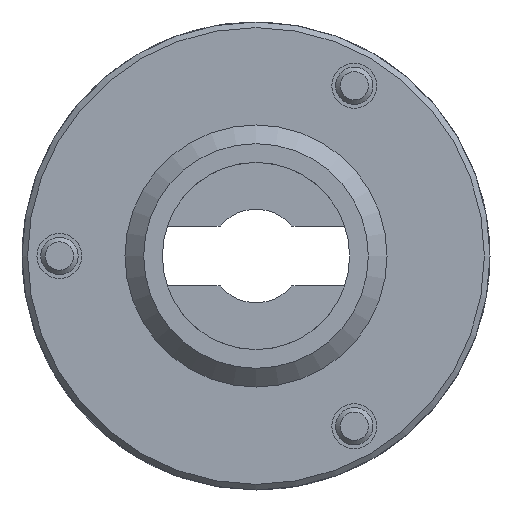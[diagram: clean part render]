
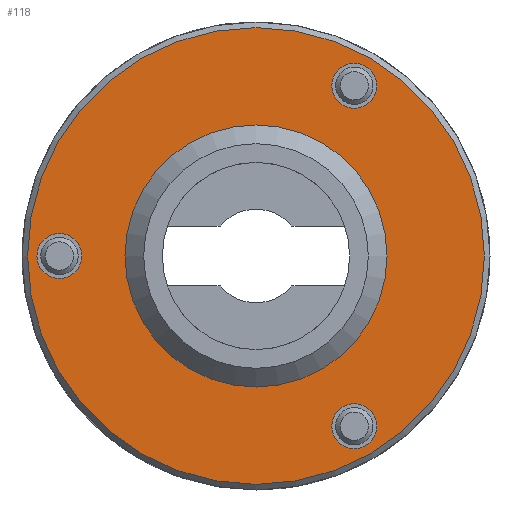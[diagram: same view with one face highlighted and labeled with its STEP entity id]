
A CAD part, front view. The second image highlights one B-rep face of the part: STEP entity #118.
In plain terms, the highlighted planar face has unit normal (0, -1, 0).
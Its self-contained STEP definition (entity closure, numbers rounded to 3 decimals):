
#118 = ADVANCED_FACE( '', ( #301, #302, #303, #304, #305 ), #306, .F. );
#301 = FACE_BOUND( '', #571, .T. );
#302 = FACE_BOUND( '', #572, .T. );
#303 = FACE_BOUND( '', #573, .T. );
#304 = FACE_BOUND( '', #574, .T. );
#305 = FACE_OUTER_BOUND( '', #575, .T. );
#306 = PLANE( '', #576 );
#571 = EDGE_LOOP( '', ( #868 ) );
#572 = EDGE_LOOP( '', ( #869 ) );
#573 = EDGE_LOOP( '', ( #870 ) );
#574 = EDGE_LOOP( '', ( #871 ) );
#575 = EDGE_LOOP( '', ( #872 ) );
#576 = AXIS2_PLACEMENT_3D( '', #873, #874, #875 );
#868 = ORIENTED_EDGE( '', *, *, #1450, .F. );
#869 = ORIENTED_EDGE( '', *, *, #1451, .T. );
#870 = ORIENTED_EDGE( '', *, *, #1452, .T. );
#871 = ORIENTED_EDGE( '', *, *, #1453, .T. );
#872 = ORIENTED_EDGE( '', *, *, #1454, .T. );
#873 = CARTESIAN_POINT( '', ( 12.2, -4.5, 0. ) );
#874 = DIRECTION( '', ( 0., 1., 0. ) );
#875 = DIRECTION( '', ( 0., 0., 1. ) );
#1450 = EDGE_CURVE( '', #1707, #1707, #1708, .T. );
#1451 = EDGE_CURVE( '', #1709, #1709, #1710, .T. );
#1452 = EDGE_CURVE( '', #1711, #1711, #1712, .T. );
#1453 = EDGE_CURVE( '', #1713, #1713, #1714, .T. );
#1454 = EDGE_CURVE( '', #1715, #1715, #1716, .T. );
#1707 = VERTEX_POINT( '', #2062 );
#1708 = CIRCLE( '', #2063, 7. );
#1709 = VERTEX_POINT( '', #2064 );
#1710 = CIRCLE( '', #2065, 1.2 );
#1711 = VERTEX_POINT( '', #2066 );
#1712 = CIRCLE( '', #2067, 1.2 );
#1713 = VERTEX_POINT( '', #2068 );
#1714 = CIRCLE( '', #2069, 1.2 );
#1715 = VERTEX_POINT( '', #2070 );
#1716 = CIRCLE( '', #2071, 12.2 );
#2062 = CARTESIAN_POINT( '', ( 0., -4.5, -7. ) );
#2063 = AXIS2_PLACEMENT_3D( '', #2497, #2498, #2499 );
#2064 = CARTESIAN_POINT( '', ( 6.45, -4.5, 9.093 ) );
#2065 = AXIS2_PLACEMENT_3D( '', #2500, #2501, #2502 );
#2066 = CARTESIAN_POINT( '', ( 6.45, -4.5, -9.093 ) );
#2067 = AXIS2_PLACEMENT_3D( '', #2503, #2504, #2505 );
#2068 = CARTESIAN_POINT( '', ( -9.3, -4.5, 0. ) );
#2069 = AXIS2_PLACEMENT_3D( '', #2506, #2507, #2508 );
#2070 = CARTESIAN_POINT( '', ( 0., -4.5, -12.2 ) );
#2071 = AXIS2_PLACEMENT_3D( '', #2509, #2510, #2511 );
#2497 = CARTESIAN_POINT( '', ( 0., -4.5, 0. ) );
#2498 = DIRECTION( '', ( 0., -1., 0. ) );
#2499 = DIRECTION( '', ( 0., 0., -1. ) );
#2500 = CARTESIAN_POINT( '', ( 5.25, -4.5, 9.093 ) );
#2501 = DIRECTION( '', ( 0., 1., 0. ) );
#2502 = DIRECTION( '', ( 1., 0., 0. ) );
#2503 = CARTESIAN_POINT( '', ( 5.25, -4.5, -9.093 ) );
#2504 = DIRECTION( '', ( 0., 1., 0. ) );
#2505 = DIRECTION( '', ( 1., 0., 0. ) );
#2506 = CARTESIAN_POINT( '', ( -10.5, -4.5, 0. ) );
#2507 = DIRECTION( '', ( 0., 1., 0. ) );
#2508 = DIRECTION( '', ( 1., 0., 0. ) );
#2509 = CARTESIAN_POINT( '', ( 0., -4.5, 0. ) );
#2510 = DIRECTION( '', ( 0., -1., 0. ) );
#2511 = DIRECTION( '', ( 0., 0., -1. ) );
